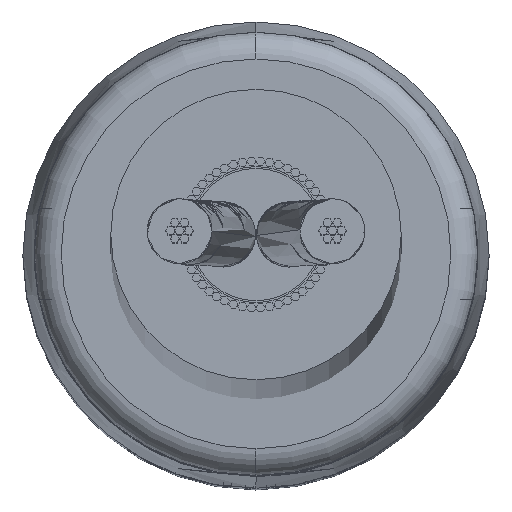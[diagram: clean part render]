
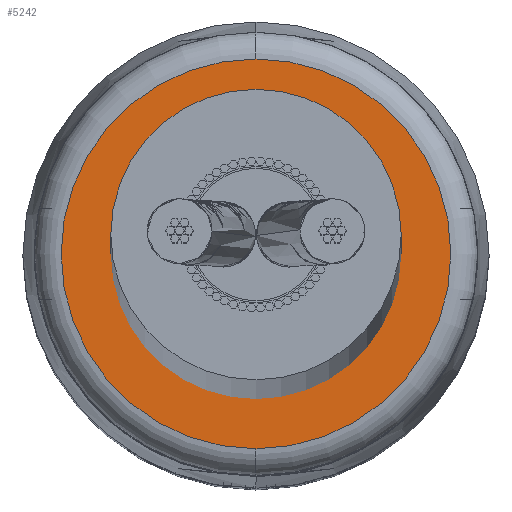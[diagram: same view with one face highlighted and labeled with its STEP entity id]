
A CAD part, top view. The second image highlights one B-rep face of the part: STEP entity #5242.
In plain terms, the highlighted face is planar.
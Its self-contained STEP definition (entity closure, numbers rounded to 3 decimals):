
#1264 = AXIS2_PLACEMENT_3D ( 'NONE', #18890, #4116, #14476 ) ;
#1300 = ORIENTED_EDGE ( 'NONE', *, *, #6757, .T. ) ;
#2298 = EDGE_LOOP ( 'NONE', ( #4101, #1300 ) ) ;
#4101 = ORIENTED_EDGE ( 'NONE', *, *, #5797, .T. ) ;
#4116 = DIRECTION ( 'NONE',  ( 0., -1., 0. ) ) ;
#4823 = DIRECTION ( 'NONE',  ( 0., 0., 1. ) ) ;
#5186 = CARTESIAN_POINT ( 'NONE',  ( 0., -9.4, 0. ) ) ;
#5242 = ADVANCED_FACE ( 'NONE', ( #7854 ), #12430, .F. ) ;
#5797 = EDGE_CURVE ( 'NONE', #18949, #12320, #13022, .T. ) ;
#6757 = EDGE_CURVE ( 'NONE', #12320, #18949, #8849, .T. ) ;
#7854 = FACE_OUTER_BOUND ( 'NONE', #2298, .T. ) ;
#8849 = CIRCLE ( 'NONE', #1264, 2.55 ) ;
#9363 = CARTESIAN_POINT ( 'NONE',  ( 0., -9.4, -2.55 ) ) ;
#9642 = DIRECTION ( 'NONE',  ( 0., 0., 1. ) ) ;
#10798 = DIRECTION ( 'NONE',  ( 0., -1., 0. ) ) ;
#12320 = VERTEX_POINT ( 'NONE', #9363 ) ;
#12430 = PLANE ( 'NONE',  #15413 ) ;
#13022 = CIRCLE ( 'NONE', #14943, 2.55 ) ;
#13923 = DIRECTION ( 'NONE',  ( 0., 1., 0. ) ) ;
#14142 = CARTESIAN_POINT ( 'NONE',  ( 0., -9.4, 0. ) ) ;
#14476 = DIRECTION ( 'NONE',  ( 0., 0., 1. ) ) ;
#14943 = AXIS2_PLACEMENT_3D ( 'NONE', #14142, #10798, #4823 ) ;
#15413 = AXIS2_PLACEMENT_3D ( 'NONE', #5186, #13923, #9642 ) ;
#18890 = CARTESIAN_POINT ( 'NONE',  ( 0., -9.4, 0. ) ) ;
#18949 = VERTEX_POINT ( 'NONE', #18965 ) ;
#18965 = CARTESIAN_POINT ( 'NONE',  ( 0., -9.4, 2.55 ) ) ;
